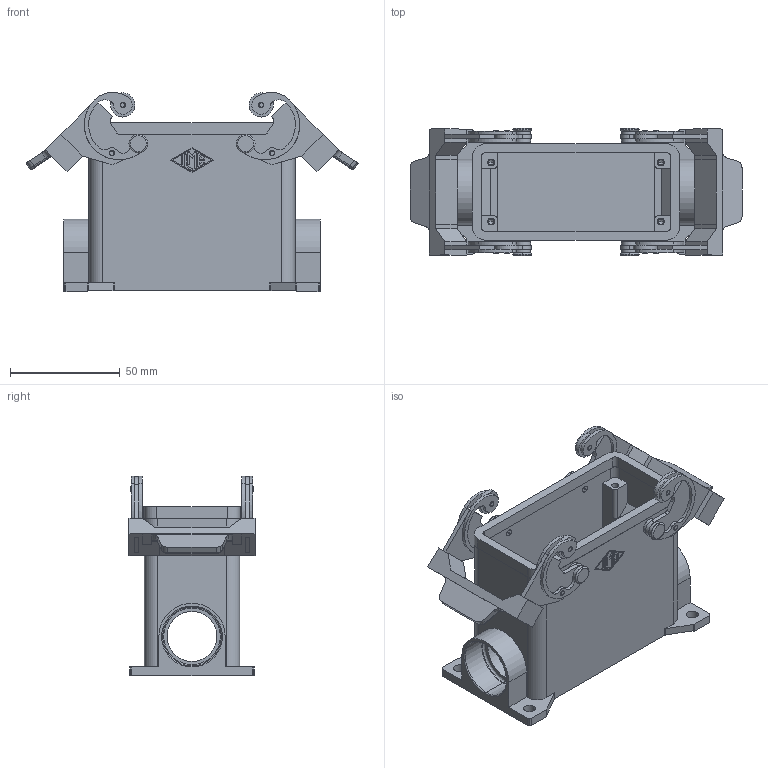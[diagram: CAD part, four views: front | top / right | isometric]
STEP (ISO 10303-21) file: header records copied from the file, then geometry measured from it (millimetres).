
FILE_DESCRIPTION((''),'2;1');
FILE_NAME('CMAP 06.221.stp','2006-12-21T14:40:52',('CADmaster'),(''),'Autodesk Inventor 7','Autodesk Inventor 7','');
FILE_SCHEMA(('AUTOMOTIVE_DESIGN { 1 0 10303 214 1 1 1 1 }'));
Length unit declared in the file: millimetre
Products named in the file (1): CMAP 06.221
Bounding box: 151.49 x 58 x 90.94 mm (x, y, z)
Volume: 123973.9 mm3; surface area: 68450.9 mm2
Topology: 1 solids, 5 shells, 748 faces, 1997 edges, 1302 vertices
Faces by surface type: bspline 316, cylinder 205, plane 191, torus 32, cone 4
Entity records: 27759 total; most frequent: CARTESIAN_POINT 9214, ORIENTED_EDGE 3986, DIRECTION 3823, EDGE_CURVE 1993, AXIS2_PLACEMENT_3D 1417, VERTEX_POINT 1302, VECTOR 989, LINE 989
